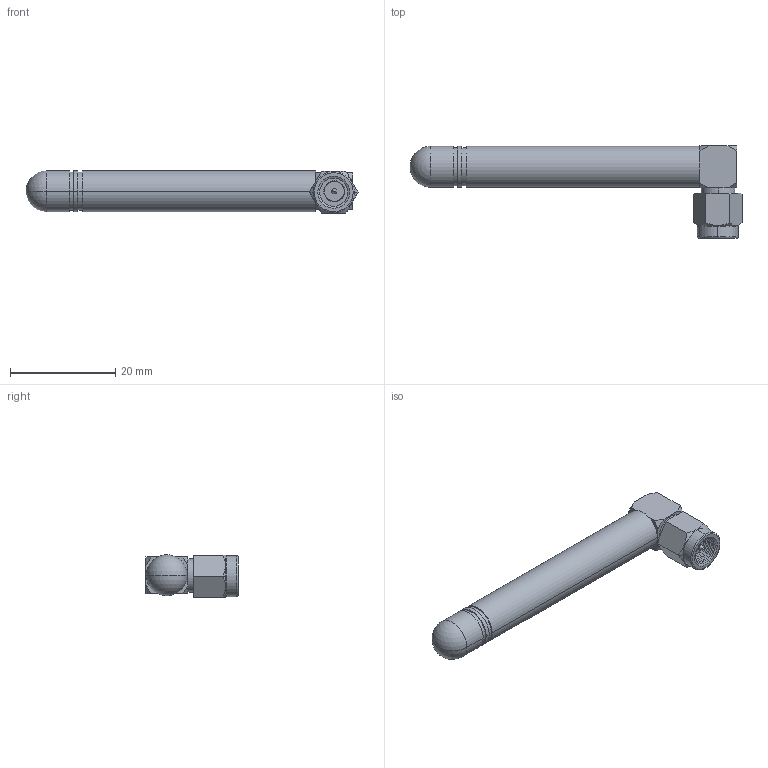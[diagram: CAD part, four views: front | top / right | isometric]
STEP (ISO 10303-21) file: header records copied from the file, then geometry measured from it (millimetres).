
FILE_DESCRIPTION (( 'STEP AP203' ), '1' );
FILE_NAME ('1.STEP', '2025-02-17T07:11:36', ( 'Guest.Lin' ), ( '' ), 'SwSTEP 2.0', 'SolidWorks 2016', '' );
FILE_SCHEMA (( 'CONFIG_CONTROL_DESIGN' ));
Length unit declared in the file: millimetre
Products named in the file (6): 錨璃4; 錨璃5; 錨璃1; 1; 錨璃3; 錨璃2
Assembly tree (5 placements, depth 2):
  1
    錨璃1
    錨璃2
    錨璃3
    錨璃4
    錨璃5
Bounding box: 63.24 x 17.54 x 8.08 mm (x, y, z)
Volume: 3326.8 mm3; surface area: 2550.8 mm2
Topology: 5 solids, 5 shells, 148 faces, 324 edges, 192 vertices
Faces by surface type: cone 89, plane 29, cylinder 26, torus 2, sphere 2
Entity records: 4755 total; most frequent: CARTESIAN_POINT 906, DIRECTION 723, ORIENTED_EDGE 640, EDGE_CURVE 320, AXIS2_PLACEMENT_3D 299, VERTEX_POINT 190, EDGE_LOOP 160, ADVANCED_FACE 148
